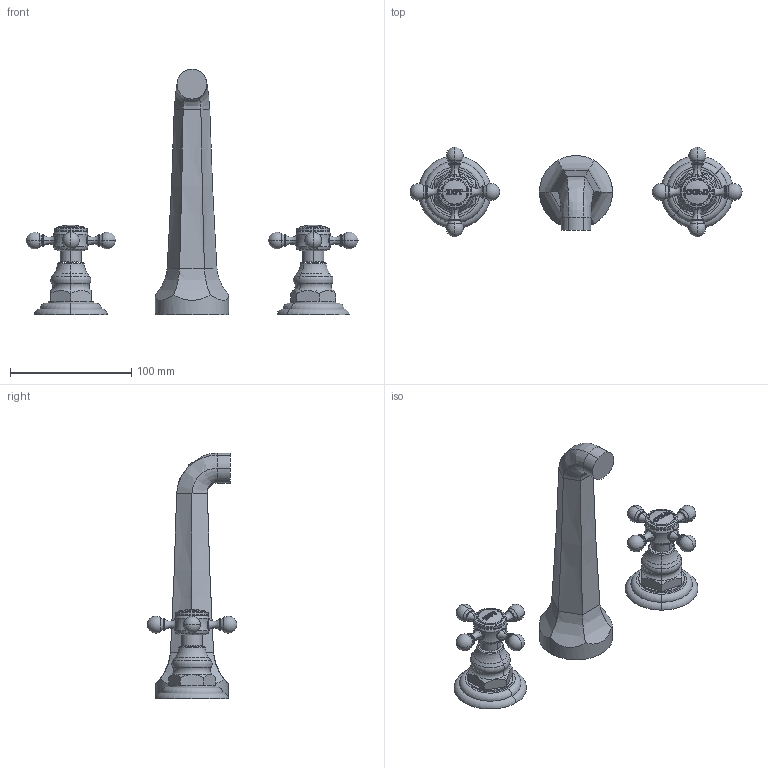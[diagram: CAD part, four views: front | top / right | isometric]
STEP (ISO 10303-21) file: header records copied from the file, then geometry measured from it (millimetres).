
FILE_DESCRIPTION((''),'2;1');
FILE_NAME('3-921_SW0002','2020-11-24T13:56:01',('rsmith'),(''),'CREO PARAMETRIC BY PTC INC, 2018400','CREO PARAMETRIC BY PTC INC, 2018400','');
FILE_SCHEMA(('AUTOMOTIVE_DESIGN { 1 0 10303 214 1 1 1 1 }'));
Length unit declared in the file: inch
Products named in the file (1): 3-921_SW0002
Bounding box: 274.19 x 74.04 x 202.82 mm (x, y, z)
Volume: 336016.4 mm3; surface area: 59254 mm2
Topology: 5 solids, 5 shells, 419 faces, 967 edges, 562 vertices
Faces by surface type: plane 121, torus 96, cylinder 86, cone 44, bspline 32, sphere 32, extrusion 8
Entity records: 20870 total; most frequent: CARTESIAN_POINT 6119, DIRECTION 2075, ORIENTED_EDGE 1894, PRESENTATION_STYLE_ASSIGNMENT 1284, STYLED_ITEM 952, CURVE_STYLE 947, EDGE_CURVE 947, AXIS2_PLACEMENT_3D 904
